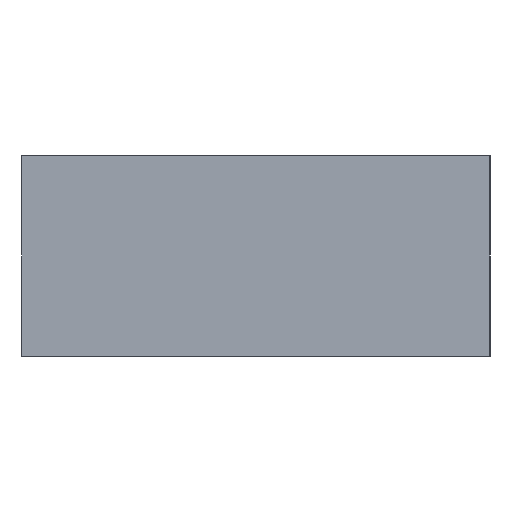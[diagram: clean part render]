
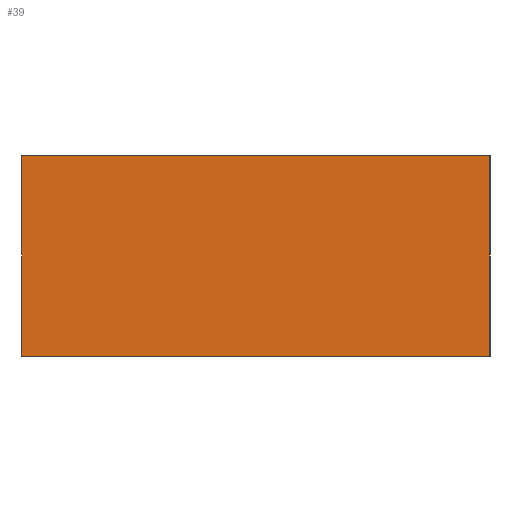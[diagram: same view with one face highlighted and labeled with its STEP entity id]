
A CAD part, left-side view. The second image highlights one B-rep face of the part: STEP entity #39.
In plain terms, the highlighted planar face has unit normal (-1, 0, 0).
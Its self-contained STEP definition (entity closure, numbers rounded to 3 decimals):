
#2 = LINE ( 'NONE', #5, #115 ) ;
#5 = CARTESIAN_POINT ( 'NONE',  ( -152., 35., 0. ) ) ;
#13 = ORIENTED_EDGE ( 'NONE', *, *, #397, .F. ) ;
#14 = VERTEX_POINT ( 'NONE', #58 ) ;
#39 = ADVANCED_FACE ( 'NONE', ( #84 ), #402, .T. ) ;
#58 = CARTESIAN_POINT ( 'NONE',  ( -152., 35., 30. ) ) ;
#74 = VECTOR ( 'NONE', #99, 1000. ) ;
#84 = FACE_OUTER_BOUND ( 'NONE', #324, .T. ) ;
#99 = DIRECTION ( 'NONE',  ( 0., 0., 1. ) ) ;
#105 = CARTESIAN_POINT ( 'NONE',  ( -152., -35., 0. ) ) ;
#115 = VECTOR ( 'NONE', #212, 1000. ) ;
#120 = DIRECTION ( 'NONE',  ( 0., -1., 0. ) ) ;
#125 = EDGE_CURVE ( 'NONE', #444, #416, #445, .T. ) ;
#127 = CARTESIAN_POINT ( 'NONE',  ( -152., -35., 30. ) ) ;
#167 = ORIENTED_EDGE ( 'NONE', *, *, #327, .F. ) ;
#169 = VECTOR ( 'NONE', #321, 1000. ) ;
#190 = CARTESIAN_POINT ( 'NONE',  ( -152., 35., 0. ) ) ;
#212 = DIRECTION ( 'NONE',  ( 0., 0., 1. ) ) ;
#229 = AXIS2_PLACEMENT_3D ( 'NONE', #340, #295, #120 ) ;
#255 = CARTESIAN_POINT ( 'NONE',  ( -152., 0., 0. ) ) ;
#267 = ORIENTED_EDGE ( 'NONE', *, *, #125, .T. ) ;
#289 = VECTOR ( 'NONE', #326, 1000. ) ;
#295 = DIRECTION ( 'NONE',  ( -1., 0., 0. ) ) ;
#297 = CARTESIAN_POINT ( 'NONE',  ( -152., -35., 0. ) ) ;
#321 = DIRECTION ( 'NONE',  ( 0., -1., 0. ) ) ;
#324 = EDGE_LOOP ( 'NONE', ( #13, #267, #167, #336 ) ) ;
#326 = DIRECTION ( 'NONE',  ( 0., 1., 0. ) ) ;
#327 = EDGE_CURVE ( 'NONE', #14, #416, #351, .T. ) ;
#336 = ORIENTED_EDGE ( 'NONE', *, *, #338, .F. ) ;
#338 = EDGE_CURVE ( 'NONE', #410, #14, #2, .T. ) ;
#340 = CARTESIAN_POINT ( 'NONE',  ( -152., 35., 0. ) ) ;
#351 = LINE ( 'NONE', #385, #169 ) ;
#385 = CARTESIAN_POINT ( 'NONE',  ( -152., 0., 30. ) ) ;
#397 = EDGE_CURVE ( 'NONE', #444, #410, #426, .T. ) ;
#402 = PLANE ( 'NONE',  #229 ) ;
#410 = VERTEX_POINT ( 'NONE', #190 ) ;
#416 = VERTEX_POINT ( 'NONE', #127 ) ;
#426 = LINE ( 'NONE', #255, #289 ) ;
#444 = VERTEX_POINT ( 'NONE', #297 ) ;
#445 = LINE ( 'NONE', #105, #74 ) ;
